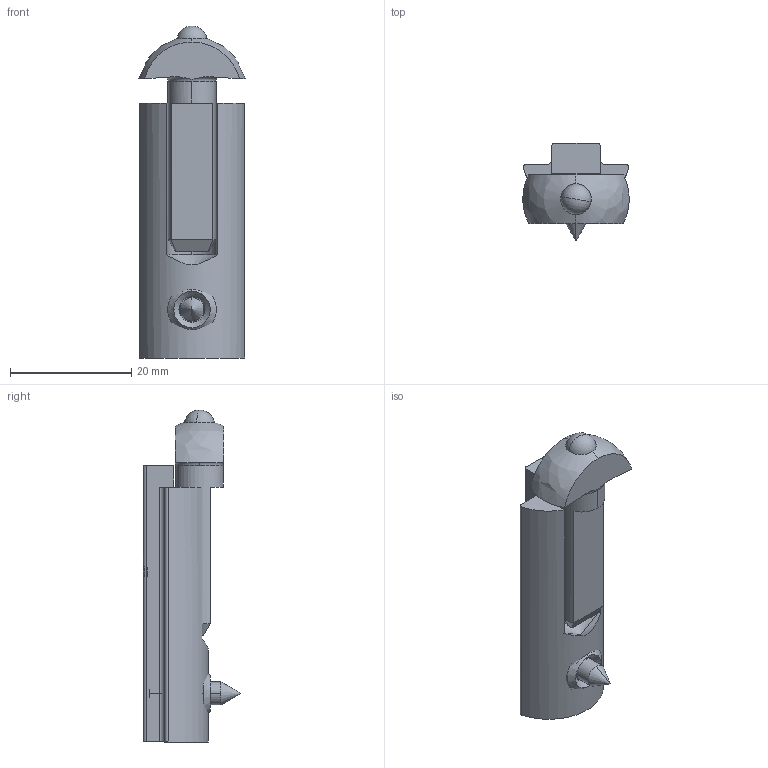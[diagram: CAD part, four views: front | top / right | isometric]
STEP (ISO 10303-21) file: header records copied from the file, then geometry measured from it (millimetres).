
FILE_DESCRIPTION (( 'STEP AP214' ), '1' );
FILE_NAME ('FIXE08E1545-Fixation rapide 8 40 St Zn.step', '2023-03-24T10:04:43', ( 'Altae' ), ( '' ), 'SwSTEP 2.0', 'SolidWorks 2021', '' );
FILE_SCHEMA (( 'AUTOMOTIVE_DESIGN' ));
Length unit declared in the file: millimetre
Products named in the file (1): FIXE08E1545-Fixation rapide 8 40 St Zn
Bounding box: 17.55 x 16.05 x 54.7 mm (x, y, z)
Volume: 6130.4 mm3; surface area: 4759.6 mm2
Topology: 5 solids, 5 shells, 100 faces, 265 edges, 164 vertices
Faces by surface type: plane 40, cone 27, cylinder 23, torus 6, bspline 2, sphere 2
Entity records: 3483 total; most frequent: CARTESIAN_POINT 979, DIRECTION 525, ORIENTED_EDGE 500, EDGE_CURVE 250, AXIS2_PLACEMENT_3D 205, VERTEX_POINT 161, VECTOR 115, LINE 115
